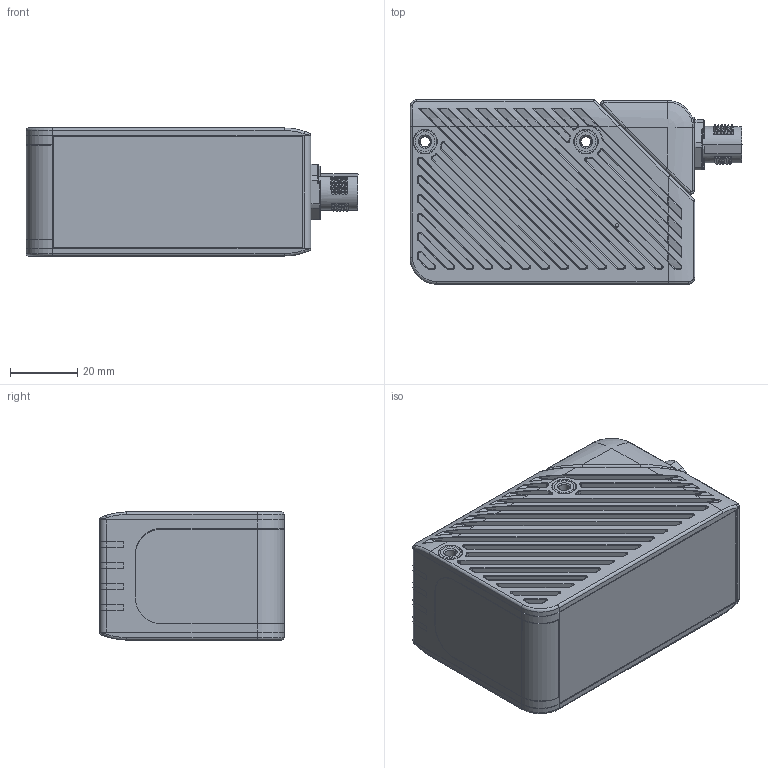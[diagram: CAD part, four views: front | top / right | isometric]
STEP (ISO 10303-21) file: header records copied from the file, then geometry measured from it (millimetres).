
FILE_DESCRIPTION((''),'2;1');
FILE_NAME('DM_CAD-2447_SCHRUMPF_ASM','2016-09-15T',('creinig-se'),(''),'PRO/ENGINEER BY PARAMETRIC TECHNOLOGY CORPORATION, 2015440','PRO/ENGINEER BY PARAMETRIC TECHNOLOGY CORPORATION, 2015440','');
FILE_SCHEMA(('CONFIG_CONTROL_DESIGN'));
Products named in the file (5): DM_CAD-2447_SW0001; DM_CAD-2447_04D2Q3_LED_WIND; DM_CAD-2447_04D2Q7_LED_WIND; DM_CAD-2447_KVT_117M4; DM_CAD-2447_SCHRUMPF_ASM
Assembly tree (9 placements, depth 2):
  DM_CAD-2447_SCHRUMPF_ASM
    DM_CAD-2447_SW0001
    DM_CAD-2447_04D2Q3_LED_WIND
    DM_CAD-2447_04D2Q7_LED_WIND
    DM_CAD-2447_KVT_117M4  x6
Bounding box: 99.06 x 55 x 38.2 mm (x, y, z)
Volume: 166750.5 mm3; surface area: 44997.6 mm2
Topology: 11 solids, 11 shells, 2251 faces, 5497 edges, 3339 vertices
Faces by surface type: cylinder 689, plane 687, bspline 445, torus 241, cone 170, extrusion 11, sphere 8
Entity records: 115468 total; most frequent: CARTESIAN_POINT 52846, ORIENTED_EDGE 10530, DIRECTION 8812, EDGE_CURVE 5265, AXIS2_PLACEMENT_3D 3237, VERTEX_POINT 3199, PRESENTATION_STYLE_ASSIGNMENT 2549, STYLED_ITEM 2549
